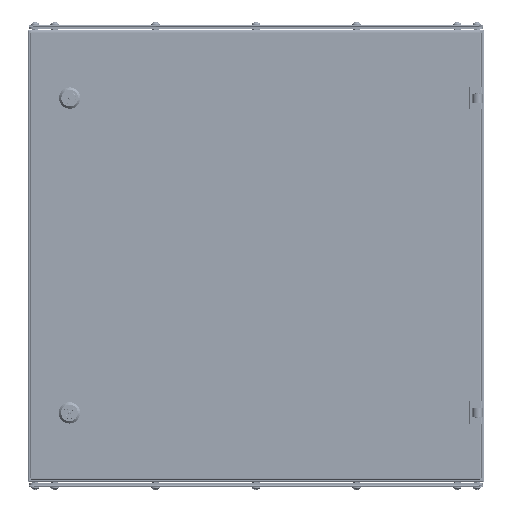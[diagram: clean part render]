
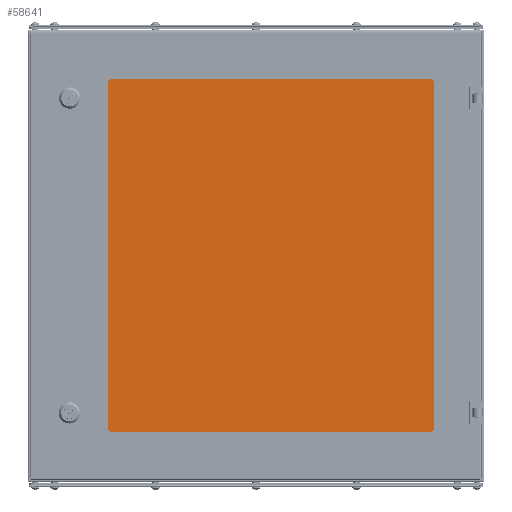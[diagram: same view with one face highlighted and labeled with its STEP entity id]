
A CAD part, top view. The second image highlights one B-rep face of the part: STEP entity #58641.
In plain terms, the highlighted planar face has unit normal (0, 0, 1).
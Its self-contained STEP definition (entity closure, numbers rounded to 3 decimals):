
#648 = ORIENTED_EDGE ( 'NONE', *, *, #50888, .T. ) ;
#3241 = VECTOR ( 'NONE', #51313, 1000. ) ;
#5159 = DIRECTION ( 'NONE',  ( 0., 1., 0. ) ) ;
#5643 = DIRECTION ( 'NONE',  ( 0., 0., 1. ) ) ;
#11676 = VERTEX_POINT ( 'NONE', #19832 ) ;
#11824 = EDGE_CURVE ( 'NONE', #63146, #47656, #63836, .T. ) ;
#13491 = VERTEX_POINT ( 'NONE', #86140 ) ;
#14690 = CIRCLE ( 'NONE', #82899, 10. ) ;
#16706 = AXIS2_PLACEMENT_3D ( 'NONE', #20097, #61046, #53067 ) ;
#16950 = ORIENTED_EDGE ( 'NONE', *, *, #30410, .T. ) ;
#17196 = AXIS2_PLACEMENT_3D ( 'NONE', #39472, #5643, #20284 ) ;
#18051 = PLANE ( 'NONE',  #40481 ) ;
#18569 = CARTESIAN_POINT ( 'NONE',  ( 217.75, -235.5, 4. ) ) ;
#19832 = CARTESIAN_POINT ( 'NONE',  ( 217.75, 245.5, 4. ) ) ;
#20097 = CARTESIAN_POINT ( 'NONE',  ( -217.75, 235.5, 4. ) ) ;
#20284 = DIRECTION ( 'NONE',  ( -1., 0., 0. ) ) ;
#21130 = CARTESIAN_POINT ( 'NONE',  ( -227.75, 235.5, 4. ) ) ;
#24734 = CARTESIAN_POINT ( 'NONE',  ( 0., 0., 4. ) ) ;
#29322 = CARTESIAN_POINT ( 'NONE',  ( -227.75, -235.5, 4. ) ) ;
#30410 = EDGE_CURVE ( 'NONE', #11676, #13491, #62909, .T. ) ;
#34457 = VECTOR ( 'NONE', #5159, 1000. ) ;
#35563 = ORIENTED_EDGE ( 'NONE', *, *, #63954, .T. ) ;
#37576 = LINE ( 'NONE', #57993, #3241 ) ;
#37681 = ORIENTED_EDGE ( 'NONE', *, *, #51733, .T. ) ;
#38105 = DIRECTION ( 'NONE',  ( 0., 0., -1. ) ) ;
#39472 = CARTESIAN_POINT ( 'NONE',  ( 217.75, 235.5, 4. ) ) ;
#40481 = AXIS2_PLACEMENT_3D ( 'NONE', #24734, #38105, #57663 ) ;
#42732 = DIRECTION ( 'NONE',  ( 0., 0., 1. ) ) ;
#42906 = VECTOR ( 'NONE', #73730, 1000. ) ;
#44317 = FACE_OUTER_BOUND ( 'NONE', #55430, .T. ) ;
#44884 = CARTESIAN_POINT ( 'NONE',  ( 227.75, -235.5, 4. ) ) ;
#45109 = CIRCLE ( 'NONE', #16706, 10. ) ;
#46596 = CARTESIAN_POINT ( 'NONE',  ( -227.75, -245.5, 4. ) ) ;
#47656 = VERTEX_POINT ( 'NONE', #61382 ) ;
#48451 = VECTOR ( 'NONE', #61600, 1000. ) ;
#48601 = ORIENTED_EDGE ( 'NONE', *, *, #55987, .T. ) ;
#48765 = VERTEX_POINT ( 'NONE', #44884 ) ;
#50888 = EDGE_CURVE ( 'NONE', #79120, #63146, #80415, .T. ) ;
#51313 = DIRECTION ( 'NONE',  ( 1., 0., 0. ) ) ;
#51733 = EDGE_CURVE ( 'NONE', #48765, #70944, #66510, .T. ) ;
#52107 = EDGE_CURVE ( 'NONE', #47656, #79047, #37576, .T. ) ;
#53067 = DIRECTION ( 'NONE',  ( -1., 0., 0. ) ) ;
#54067 = ORIENTED_EDGE ( 'NONE', *, *, #11824, .T. ) ;
#55430 = EDGE_LOOP ( 'NONE', ( #73078, #48601, #37681, #80001, #16950, #35563, #648, #54067 ) ) ;
#55987 = EDGE_CURVE ( 'NONE', #79047, #48765, #14690, .T. ) ;
#56955 = CARTESIAN_POINT ( 'NONE',  ( -217.75, -235.5, 4. ) ) ;
#57663 = DIRECTION ( 'NONE',  ( -1., 0., 0. ) ) ;
#57993 = CARTESIAN_POINT ( 'NONE',  ( -227.75, -245.5, 4. ) ) ;
#58364 = CIRCLE ( 'NONE', #17196, 10. ) ;
#58641 = ADVANCED_FACE ( 'NONE', ( #44317 ), #18051, .F. ) ;
#61046 = DIRECTION ( 'NONE',  ( 0., 0., 1. ) ) ;
#61382 = CARTESIAN_POINT ( 'NONE',  ( -217.75, -245.5, 4. ) ) ;
#61600 = DIRECTION ( 'NONE',  ( -1., 0., 0. ) ) ;
#62909 = LINE ( 'NONE', #68246, #48451 ) ;
#63146 = VERTEX_POINT ( 'NONE', #29322 ) ;
#63836 = CIRCLE ( 'NONE', #69537, 10. ) ;
#63954 = EDGE_CURVE ( 'NONE', #13491, #79120, #45109, .T. ) ;
#66083 = CARTESIAN_POINT ( 'NONE',  ( 227.75, -245.5, 4. ) ) ;
#66510 = LINE ( 'NONE', #66083, #34457 ) ;
#66962 = CARTESIAN_POINT ( 'NONE',  ( 227.75, 235.5, 4. ) ) ;
#68246 = CARTESIAN_POINT ( 'NONE',  ( -227.75, 245.5, 4. ) ) ;
#69537 = AXIS2_PLACEMENT_3D ( 'NONE', #56955, #42732, #82774 ) ;
#70944 = VERTEX_POINT ( 'NONE', #66962 ) ;
#71964 = DIRECTION ( 'NONE',  ( 0., 0., 1. ) ) ;
#73078 = ORIENTED_EDGE ( 'NONE', *, *, #52107, .T. ) ;
#73730 = DIRECTION ( 'NONE',  ( 0., -1., 0. ) ) ;
#74365 = EDGE_CURVE ( 'NONE', #70944, #11676, #58364, .T. ) ;
#79047 = VERTEX_POINT ( 'NONE', #86997 ) ;
#79120 = VERTEX_POINT ( 'NONE', #21130 ) ;
#80001 = ORIENTED_EDGE ( 'NONE', *, *, #74365, .T. ) ;
#80415 = LINE ( 'NONE', #46596, #42906 ) ;
#82774 = DIRECTION ( 'NONE',  ( -1., 0., 0. ) ) ;
#82899 = AXIS2_PLACEMENT_3D ( 'NONE', #18569, #71964, #85776 ) ;
#85776 = DIRECTION ( 'NONE',  ( -1., 0., 0. ) ) ;
#86140 = CARTESIAN_POINT ( 'NONE',  ( -217.75, 245.5, 4. ) ) ;
#86997 = CARTESIAN_POINT ( 'NONE',  ( 217.75, -245.5, 4. ) ) ;
